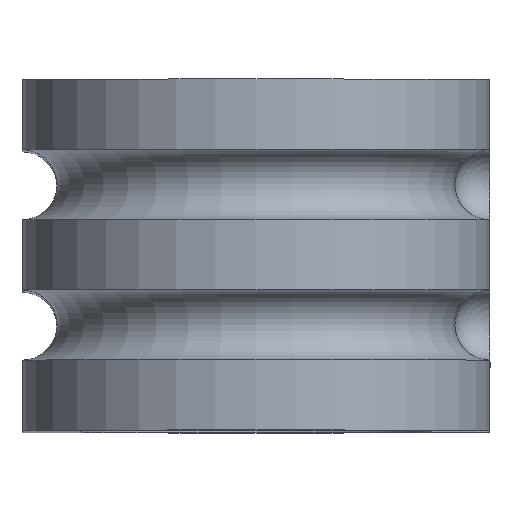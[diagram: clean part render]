
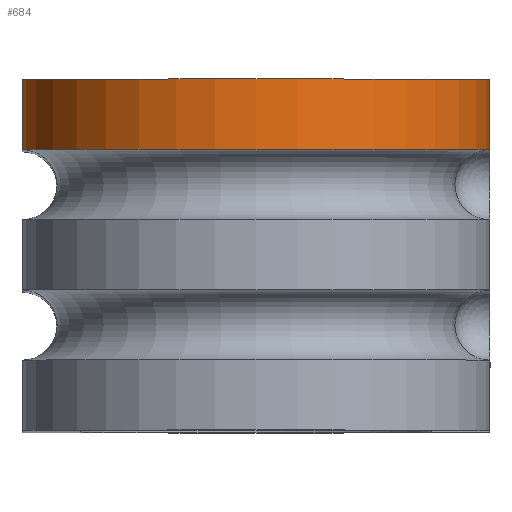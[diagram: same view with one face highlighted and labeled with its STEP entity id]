
A CAD part, top view. The second image highlights one B-rep face of the part: STEP entity #684.
In plain terms, the highlighted cylindrical face has radius 20 mm (diameter 40 mm), a partial arc.
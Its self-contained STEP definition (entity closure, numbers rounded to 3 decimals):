
#1 = CARTESIAN_POINT ( 'NONE',  ( -40., 24., 55. ) ) ;
#7 = EDGE_CURVE ( 'NONE', #811, #127, #37, .T. ) ;
#10 = DIRECTION ( 'NONE',  ( 0., -1., 0. ) ) ;
#20 = AXIS2_PLACEMENT_3D ( 'NONE', #68, #557, #216 ) ;
#37 = LINE ( 'NONE', #317, #902 ) ;
#54 = CARTESIAN_POINT ( 'NONE',  ( 0., 24., 55. ) ) ;
#68 = CARTESIAN_POINT ( 'NONE',  ( -20., 30., 55. ) ) ;
#85 = EDGE_CURVE ( 'NONE', #127, #542, #668, .T. ) ;
#127 = VERTEX_POINT ( 'NONE', #1 ) ;
#129 = DIRECTION ( 'NONE',  ( 0., 0., 1. ) ) ;
#212 = FACE_OUTER_BOUND ( 'NONE', #391, .T. ) ;
#216 = DIRECTION ( 'NONE',  ( 0., 0., -1. ) ) ;
#251 = ORIENTED_EDGE ( 'NONE', *, *, #892, .F. ) ;
#261 = CARTESIAN_POINT ( 'NONE',  ( -20., 24., 55. ) ) ;
#317 = CARTESIAN_POINT ( 'NONE',  ( -40., 30., 55. ) ) ;
#339 = DIRECTION ( 'NONE',  ( 0., 1., 0. ) ) ;
#378 = LINE ( 'NONE', #855, #600 ) ;
#391 = EDGE_LOOP ( 'NONE', ( #722, #622, #251, #404 ) ) ;
#404 = ORIENTED_EDGE ( 'NONE', *, *, #639, .F. ) ;
#459 = CIRCLE ( 'NONE', #625, 20. ) ;
#463 = AXIS2_PLACEMENT_3D ( 'NONE', #261, #521, #739 ) ;
#492 = CYLINDRICAL_SURFACE ( 'NONE', #20, 20. ) ;
#521 = DIRECTION ( 'NONE',  ( 0., 1., 0. ) ) ;
#542 = VERTEX_POINT ( 'NONE', #54 ) ;
#553 = CARTESIAN_POINT ( 'NONE',  ( -20., 30., 55. ) ) ;
#557 = DIRECTION ( 'NONE',  ( 0., -1., 0. ) ) ;
#600 = VECTOR ( 'NONE', #10, 1000. ) ;
#622 = ORIENTED_EDGE ( 'NONE', *, *, #85, .T. ) ;
#625 = AXIS2_PLACEMENT_3D ( 'NONE', #553, #339, #129 ) ;
#639 = EDGE_CURVE ( 'NONE', #811, #845, #459, .T. ) ;
#668 = CIRCLE ( 'NONE', #463, 20. ) ;
#684 = ADVANCED_FACE ( 'NONE', ( #212 ), #492, .T. ) ;
#722 = ORIENTED_EDGE ( 'NONE', *, *, #7, .T. ) ;
#723 = CARTESIAN_POINT ( 'NONE',  ( -40., 30., 55. ) ) ;
#739 = DIRECTION ( 'NONE',  ( 0., 0., -1. ) ) ;
#757 = DIRECTION ( 'NONE',  ( 0., -1., 0. ) ) ;
#786 = CARTESIAN_POINT ( 'NONE',  ( 0., 30., 55. ) ) ;
#811 = VERTEX_POINT ( 'NONE', #723 ) ;
#845 = VERTEX_POINT ( 'NONE', #786 ) ;
#855 = CARTESIAN_POINT ( 'NONE',  ( 0., 30., 55. ) ) ;
#892 = EDGE_CURVE ( 'NONE', #845, #542, #378, .T. ) ;
#902 = VECTOR ( 'NONE', #757, 1000. ) ;
